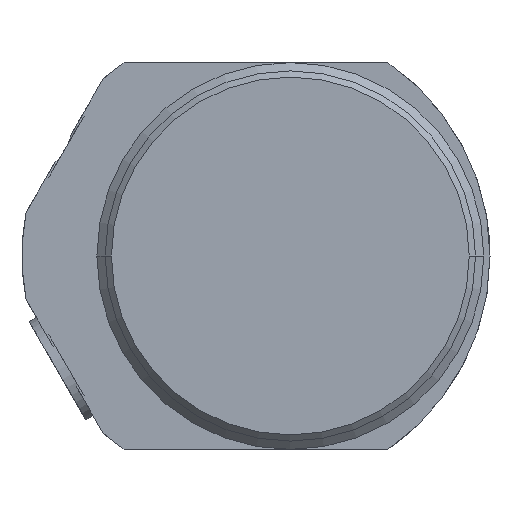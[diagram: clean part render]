
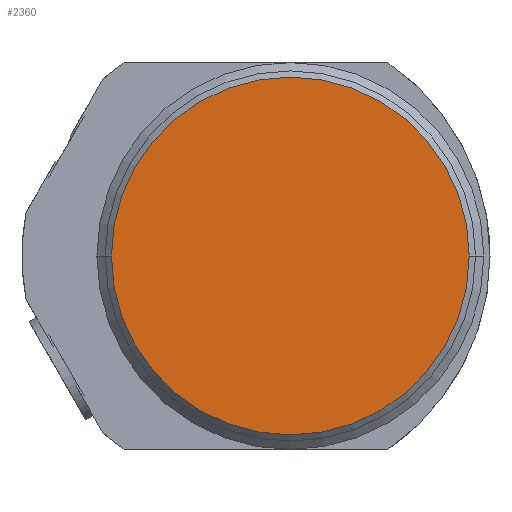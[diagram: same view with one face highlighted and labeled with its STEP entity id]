
A CAD part, left-side view. The second image highlights one B-rep face of the part: STEP entity #2360.
In plain terms, the highlighted planar face has unit normal (-1, 0, 0).
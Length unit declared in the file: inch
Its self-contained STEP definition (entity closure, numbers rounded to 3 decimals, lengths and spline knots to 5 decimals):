
#985=CARTESIAN_POINT('',(-3.312,-0.165,0.));
#986=DIRECTION('',(-1.,0.,0.));
#987=DIRECTION('',(0.,1.,0.));
#988=AXIS2_PLACEMENT_3D('',#985,#986,#987);
#1015=CARTESIAN_POINT('',(-3.312,-0.165,0.));
#1016=DIRECTION('',(1.,0.,0.));
#1017=DIRECTION('',(0.,1.,0.));
#1018=AXIS2_PLACEMENT_3D('',#1015,#1016,#1017);
#1602=CARTESIAN_POINT('',(-3.312,0.695,0.));
#1603=CARTESIAN_POINT('',(-3.312,-1.025,0.));
#1604=VERTEX_POINT('',#1602);
#1605=VERTEX_POINT('',#1603);
#2350=CARTESIAN_POINT('',(-3.312,0.,0.));
#2351=DIRECTION('',(1.,0.,0.));
#2352=DIRECTION('',(0.,0.,-1.));
#2353=AXIS2_PLACEMENT_3D('',#2350,#2351,#2352);
#2354=PLANE('',#2353);
#2355=ORIENTED_EDGE('',*,*,#2340,.F.);
#2357=ORIENTED_EDGE('',*,*,#2356,.T.);
#2358=EDGE_LOOP('',(#2355,#2357));
#2359=FACE_OUTER_BOUND('',#2358,.F.);
#989=CIRCLE('',#988,0.86);
#1019=CIRCLE('',#1018,0.86);
#2340=EDGE_CURVE('',#1604,#1605,#989,.T.);
#2356=EDGE_CURVE('',#1604,#1605,#1019,.T.);
#2360=ADVANCED_FACE('',(#2359),#2354,.F.);
